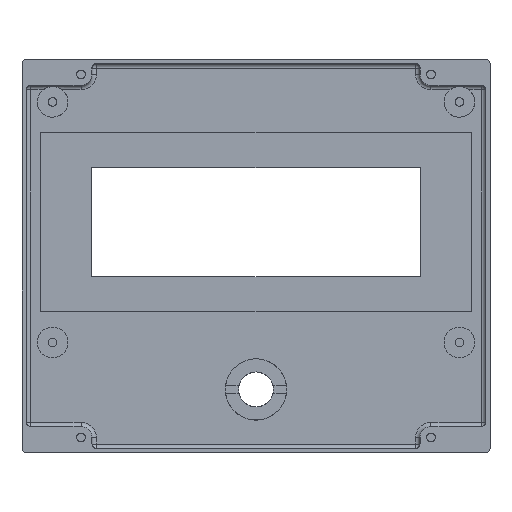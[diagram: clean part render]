
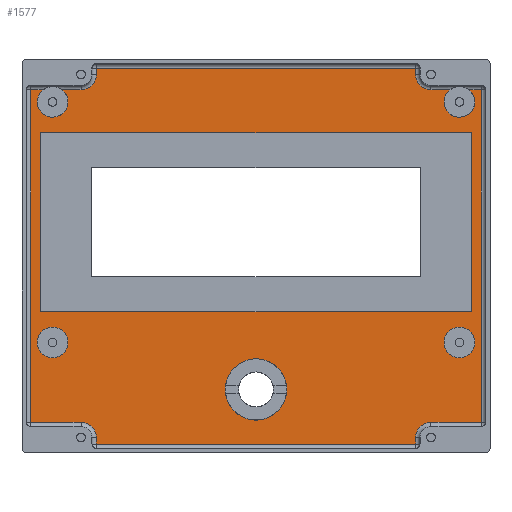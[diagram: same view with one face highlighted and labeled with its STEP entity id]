
A CAD part, top view. The second image highlights one B-rep face of the part: STEP entity #1577.
In plain terms, the highlighted planar face has unit normal (0, 0, 1).
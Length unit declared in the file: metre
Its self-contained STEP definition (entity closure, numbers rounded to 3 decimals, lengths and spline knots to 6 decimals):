
#89=LINE('',#2502,#211);
#90=LINE('',#2505,#212);
#91=LINE('',#2507,#213);
#92=LINE('',#2509,#214);
#93=LINE('',#2513,#215);
#94=LINE('',#2517,#216);
#95=LINE('',#2519,#217);
#96=LINE('',#2521,#218);
#97=LINE('',#2525,#219);
#98=LINE('',#2529,#220);
#99=LINE('',#2531,#221);
#100=LINE('',#2533,#222);
#101=LINE('',#2537,#223);
#102=LINE('',#2539,#224);
#103=LINE('',#2541,#225);
#104=LINE('',#2545,#226);
#105=LINE('',#2547,#227);
#106=LINE('',#2549,#228);
#211=VECTOR('',#1952,1.);
#212=VECTOR('',#1953,1.);
#213=VECTOR('',#1954,1.);
#214=VECTOR('',#1955,1.);
#215=VECTOR('',#1958,1.);
#216=VECTOR('',#1961,1.);
#217=VECTOR('',#1962,1.);
#218=VECTOR('',#1963,1.);
#219=VECTOR('',#1966,1.);
#220=VECTOR('',#1969,1.);
#221=VECTOR('',#1970,1.);
#222=VECTOR('',#1971,1.);
#223=VECTOR('',#1974,1.);
#224=VECTOR('',#1975,1.);
#225=VECTOR('',#1976,1.);
#226=VECTOR('',#1979,1.);
#227=VECTOR('',#1980,1.);
#228=VECTOR('',#1981,1.);
#345=ORIENTED_EDGE('',*,*,#784,.F.);
#346=ORIENTED_EDGE('',*,*,#792,.F.);
#347=ORIENTED_EDGE('',*,*,#793,.F.);
#348=ORIENTED_EDGE('',*,*,#794,.T.);
#349=ORIENTED_EDGE('',*,*,#795,.T.);
#350=ORIENTED_EDGE('',*,*,#796,.F.);
#351=ORIENTED_EDGE('',*,*,#797,.F.);
#352=ORIENTED_EDGE('',*,*,#798,.F.);
#353=ORIENTED_EDGE('',*,*,#799,.T.);
#354=ORIENTED_EDGE('',*,*,#800,.T.);
#355=ORIENTED_EDGE('',*,*,#801,.T.);
#356=ORIENTED_EDGE('',*,*,#802,.T.);
#357=ORIENTED_EDGE('',*,*,#803,.T.);
#358=ORIENTED_EDGE('',*,*,#804,.T.);
#359=ORIENTED_EDGE('',*,*,#805,.T.);
#360=ORIENTED_EDGE('',*,*,#806,.F.);
#361=ORIENTED_EDGE('',*,*,#807,.T.);
#362=ORIENTED_EDGE('',*,*,#808,.T.);
#363=ORIENTED_EDGE('',*,*,#809,.T.);
#364=ORIENTED_EDGE('',*,*,#810,.T.);
#365=ORIENTED_EDGE('',*,*,#811,.T.);
#366=ORIENTED_EDGE('',*,*,#812,.T.);
#367=ORIENTED_EDGE('',*,*,#813,.T.);
#368=ORIENTED_EDGE('',*,*,#814,.T.);
#369=ORIENTED_EDGE('',*,*,#815,.T.);
#370=ORIENTED_EDGE('',*,*,#816,.T.);
#371=ORIENTED_EDGE('',*,*,#817,.T.);
#784=EDGE_CURVE('',#1010,#1010,#1144,.T.);
#792=EDGE_CURVE('',#1014,#1014,#1149,.T.);
#793=EDGE_CURVE('',#1015,#1015,#1150,.T.);
#794=EDGE_CURVE('',#1016,#1017,#89,.T.);
#795=EDGE_CURVE('',#1017,#1018,#90,.T.);
#796=EDGE_CURVE('',#1019,#1018,#91,.T.);
#797=EDGE_CURVE('',#1016,#1019,#92,.T.);
#798=EDGE_CURVE('',#1020,#1021,#1151,.T.);
#799=EDGE_CURVE('',#1020,#1022,#93,.T.);
#800=EDGE_CURVE('',#1022,#1023,#1152,.F.);
#801=EDGE_CURVE('',#1023,#1024,#94,.F.);
#802=EDGE_CURVE('',#1024,#1025,#95,.F.);
#803=EDGE_CURVE('',#1025,#1026,#96,.T.);
#804=EDGE_CURVE('',#1026,#1027,#1153,.F.);
#805=EDGE_CURVE('',#1027,#1028,#97,.F.);
#806=EDGE_CURVE('',#1029,#1028,#1154,.T.);
#807=EDGE_CURVE('',#1029,#1030,#98,.F.);
#808=EDGE_CURVE('',#1030,#1031,#99,.F.);
#809=EDGE_CURVE('',#1031,#1032,#100,.T.);
#810=EDGE_CURVE('',#1032,#1033,#1155,.F.);
#811=EDGE_CURVE('',#1033,#1034,#101,.F.);
#812=EDGE_CURVE('',#1034,#1035,#102,.T.);
#813=EDGE_CURVE('',#1035,#1036,#103,.T.);
#814=EDGE_CURVE('',#1036,#1037,#1156,.F.);
#815=EDGE_CURVE('',#1037,#1038,#104,.F.);
#816=EDGE_CURVE('',#1038,#1039,#105,.T.);
#817=EDGE_CURVE('',#1039,#1021,#106,.T.);
#1010=VERTEX_POINT('',#2485);
#1014=VERTEX_POINT('',#2499);
#1015=VERTEX_POINT('',#2501);
#1016=VERTEX_POINT('',#2503);
#1017=VERTEX_POINT('',#2504);
#1018=VERTEX_POINT('',#2506);
#1019=VERTEX_POINT('',#2508);
#1020=VERTEX_POINT('',#2511);
#1021=VERTEX_POINT('',#2512);
#1022=VERTEX_POINT('',#2514);
#1023=VERTEX_POINT('',#2516);
#1024=VERTEX_POINT('',#2518);
#1025=VERTEX_POINT('',#2520);
#1026=VERTEX_POINT('',#2522);
#1027=VERTEX_POINT('',#2524);
#1028=VERTEX_POINT('',#2526);
#1029=VERTEX_POINT('',#2528);
#1030=VERTEX_POINT('',#2530);
#1031=VERTEX_POINT('',#2532);
#1032=VERTEX_POINT('',#2534);
#1033=VERTEX_POINT('',#2536);
#1034=VERTEX_POINT('',#2538);
#1035=VERTEX_POINT('',#2540);
#1036=VERTEX_POINT('',#2542);
#1037=VERTEX_POINT('',#2544);
#1038=VERTEX_POINT('',#2546);
#1039=VERTEX_POINT('',#2548);
#1144=CIRCLE('',#1701,0.007);
#1149=CIRCLE('',#1708,0.0035);
#1150=CIRCLE('',#1709,0.0035);
#1151=CIRCLE('',#1710,0.0035);
#1152=CIRCLE('',#1711,0.0035);
#1153=CIRCLE('',#1712,0.0035);
#1154=CIRCLE('',#1713,0.0035);
#1155=CIRCLE('',#1714,0.0035);
#1156=CIRCLE('',#1715,0.0035);
#1250=EDGE_LOOP('',(#345));
#1251=EDGE_LOOP('',(#346));
#1252=EDGE_LOOP('',(#347));
#1253=EDGE_LOOP('',(#348,#349,#350,#351));
#1254=EDGE_LOOP('',(#352,#353,#354,#355,#356,#357,#358,#359,#360,#361,#362,
#363,#364,#365,#366,#367,#368,#369,#370,#371));
#1390=FACE_BOUND('',#1250,.T.);
#1391=FACE_BOUND('',#1251,.T.);
#1392=FACE_BOUND('',#1252,.T.);
#1393=FACE_BOUND('',#1253,.T.);
#1394=FACE_BOUND('',#1254,.T.);
#1528=PLANE('',#1707);
#1577=ADVANCED_FACE('',(#1390,#1391,#1392,#1393,#1394),#1528,.T.);
#1701=AXIS2_PLACEMENT_3D('',#2484,#1931,#1932);
#1707=AXIS2_PLACEMENT_3D('',#2497,#1946,#1947);
#1708=AXIS2_PLACEMENT_3D('',#2498,#1948,#1949);
#1709=AXIS2_PLACEMENT_3D('',#2500,#1950,#1951);
#1710=AXIS2_PLACEMENT_3D('',#2510,#1956,#1957);
#1711=AXIS2_PLACEMENT_3D('',#2515,#1959,#1960);
#1712=AXIS2_PLACEMENT_3D('',#2523,#1964,#1965);
#1713=AXIS2_PLACEMENT_3D('',#2527,#1967,#1968);
#1714=AXIS2_PLACEMENT_3D('',#2535,#1972,#1973);
#1715=AXIS2_PLACEMENT_3D('',#2543,#1977,#1978);
#1931=DIRECTION('',(0.,0.,1.));
#1932=DIRECTION('',(1.,0.,0.));
#1946=DIRECTION('',(0.,0.,1.));
#1947=DIRECTION('',(1.,0.,0.));
#1948=DIRECTION('',(0.,0.,1.));
#1949=DIRECTION('',(1.,0.,0.));
#1950=DIRECTION('',(0.,0.,1.));
#1951=DIRECTION('',(1.,0.,0.));
#1952=DIRECTION('',(1.,0.,0.));
#1953=DIRECTION('',(0.,-1.,0.));
#1954=DIRECTION('',(1.,0.,0.));
#1955=DIRECTION('',(0.,-1.,0.));
#1956=DIRECTION('',(0.,0.,1.));
#1957=DIRECTION('',(1.,0.,0.));
#1958=DIRECTION('',(-1.,0.,0.));
#1959=DIRECTION('',(0.,0.,1.));
#1960=DIRECTION('',(1.,0.,0.));
#1961=DIRECTION('',(0.,-1.,0.));
#1962=DIRECTION('',(1.,0.,0.));
#1963=DIRECTION('',(0.,-1.,0.));
#1964=DIRECTION('',(0.,0.,1.));
#1965=DIRECTION('',(1.,0.,0.));
#1966=DIRECTION('',(1.,0.,0.));
#1967=DIRECTION('',(0.,0.,1.));
#1968=DIRECTION('',(1.,0.,0.));
#1969=DIRECTION('',(1.,0.,0.));
#1970=DIRECTION('',(0.,1.,0.));
#1971=DIRECTION('',(1.,0.,0.));
#1972=DIRECTION('',(0.,0.,1.));
#1973=DIRECTION('',(1.,0.,0.));
#1974=DIRECTION('',(0.,1.,0.));
#1975=DIRECTION('',(1.,0.,0.));
#1976=DIRECTION('',(0.,1.,0.));
#1977=DIRECTION('',(0.,0.,1.));
#1978=DIRECTION('',(1.,0.,0.));
#1979=DIRECTION('',(-1.,0.,0.));
#1980=DIRECTION('',(0.,1.,0.));
#1981=DIRECTION('',(-1.,0.,0.));
#2484=CARTESIAN_POINT('',(0.,-0.0305,0.001));
#2485=CARTESIAN_POINT('',(0.007,-0.0305,0.001));
#2497=CARTESIAN_POINT('',(0.,0.,0.001));
#2498=CARTESIAN_POINT('',(-0.0465,-0.01975,0.001));
#2499=CARTESIAN_POINT('',(-0.043,-0.01975,0.001));
#2500=CARTESIAN_POINT('',(0.0465,-0.01975,0.001));
#2501=CARTESIAN_POINT('',(0.05,-0.01975,0.001));
#2502=CARTESIAN_POINT('',(0.,0.02825,0.001));
#2503=CARTESIAN_POINT('',(-0.04925,0.02825,0.001));
#2504=CARTESIAN_POINT('',(0.04925,0.02825,0.001));
#2505=CARTESIAN_POINT('',(0.04925,0.018,0.001));
#2506=CARTESIAN_POINT('',(0.04925,-0.01275,0.001));
#2507=CARTESIAN_POINT('',(0.,-0.01275,0.001));
#2508=CARTESIAN_POINT('',(-0.04925,-0.01275,0.001));
#2509=CARTESIAN_POINT('',(-0.04925,0.018,0.001));
#2510=CARTESIAN_POINT('',(0.0465,0.03525,0.001));
#2511=CARTESIAN_POINT('',(0.044335,0.038,0.001));
#2512=CARTESIAN_POINT('',(0.048665,0.038,0.001));
#2513=CARTESIAN_POINT('',(0.04,0.038,0.001));
#2514=CARTESIAN_POINT('',(0.04,0.038,0.001));
#2515=CARTESIAN_POINT('',(0.04,0.0415,0.001));
#2516=CARTESIAN_POINT('',(0.0365,0.0415,0.001));
#2517=CARTESIAN_POINT('',(0.0365,0.,0.001));
#2518=CARTESIAN_POINT('',(0.0365,0.043,0.001));
#2519=CARTESIAN_POINT('',(0.,0.043,0.001));
#2520=CARTESIAN_POINT('',(-0.0365,0.043,0.001));
#2521=CARTESIAN_POINT('',(-0.0365,0.0415,0.001));
#2522=CARTESIAN_POINT('',(-0.0365,0.0415,0.001));
#2523=CARTESIAN_POINT('',(-0.04,0.0415,0.001));
#2524=CARTESIAN_POINT('',(-0.04,0.038,0.001));
#2525=CARTESIAN_POINT('',(0.,0.038,0.001));
#2526=CARTESIAN_POINT('',(-0.044335,0.038,0.001));
#2527=CARTESIAN_POINT('',(-0.0465,0.03525,0.001));
#2528=CARTESIAN_POINT('',(-0.048665,0.038,0.001));
#2529=CARTESIAN_POINT('',(0.,0.038,0.001));
#2530=CARTESIAN_POINT('',(-0.0515,0.038,0.001));
#2531=CARTESIAN_POINT('',(-0.0515,0.,0.001));
#2532=CARTESIAN_POINT('',(-0.0515,-0.038,0.001));
#2533=CARTESIAN_POINT('',(-0.04,-0.038,0.001));
#2534=CARTESIAN_POINT('',(-0.04,-0.038,0.001));
#2535=CARTESIAN_POINT('',(-0.04,-0.0415,0.001));
#2536=CARTESIAN_POINT('',(-0.0365,-0.0415,0.001));
#2537=CARTESIAN_POINT('',(-0.0365,0.,0.001));
#2538=CARTESIAN_POINT('',(-0.0365,-0.043,0.001));
#2539=CARTESIAN_POINT('',(0.0375,-0.043,0.001));
#2540=CARTESIAN_POINT('',(0.0365,-0.043,0.001));
#2541=CARTESIAN_POINT('',(0.0365,-0.0415,0.001));
#2542=CARTESIAN_POINT('',(0.0365,-0.0415,0.001));
#2543=CARTESIAN_POINT('',(0.04,-0.0415,0.001));
#2544=CARTESIAN_POINT('',(0.04,-0.038,0.001));
#2545=CARTESIAN_POINT('',(0.,-0.038,0.001));
#2546=CARTESIAN_POINT('',(0.0515,-0.038,0.001));
#2547=CARTESIAN_POINT('',(0.0515,0.039,0.001));
#2548=CARTESIAN_POINT('',(0.0515,0.038,0.001));
#2549=CARTESIAN_POINT('',(0.04,0.038,0.001));
